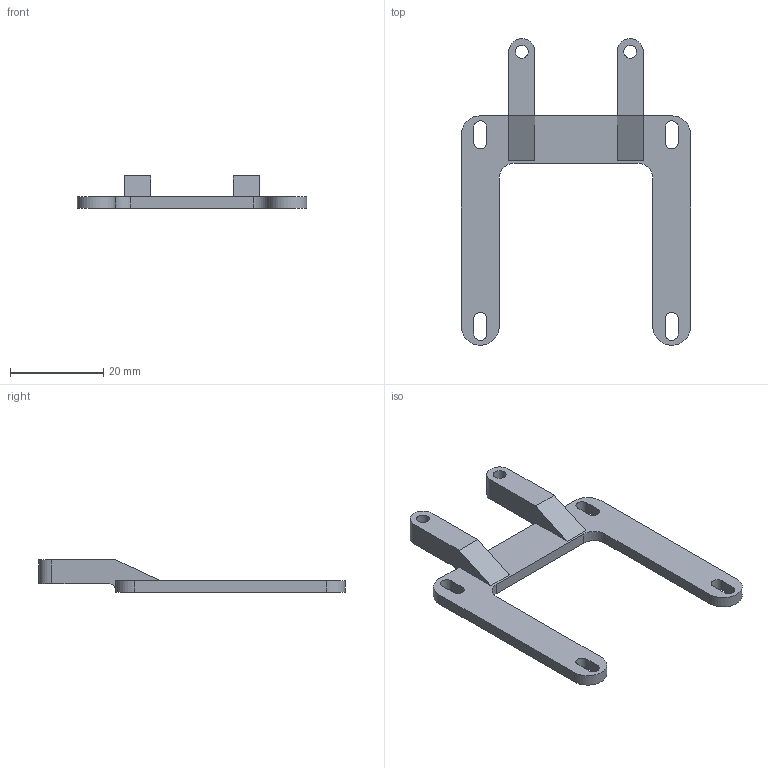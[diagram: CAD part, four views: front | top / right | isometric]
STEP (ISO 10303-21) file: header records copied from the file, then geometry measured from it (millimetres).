
FILE_DESCRIPTION(/* description */ (''),/* implementation_level */ '2;1');
FILE_NAME(/* name */ 'Stepper Bracket2.ipt.step',/* time_stamp */ '2016-03-31T16:34:32-07:00',/* author */ ('finger_food'),/* organization */ (''),/* preprocessor_version */ 'ST-DEVELOPER v16.1',/* originating_system */ 'Autodesk Inventor 2016',/* authorisation */ '');
FILE_SCHEMA (('AUTOMOTIVE_DESIGN { 1 0 10303 214 3 1 1 }'));
Length unit declared in the file: inch
Products named in the file (1): Stepper Bracket2
Bounding box: 49.13 x 65.64 x 6.91 mm (x, y, z)
Volume: 3648.2 mm3; surface area: 3766.4 mm2
Topology: 1 solids, 1 shells, 46 faces, 132 edges, 88 vertices
Faces by surface type: plane 26, cylinder 20
Full cylindrical faces by diameter (mm): 2.794 x2
Entity records: 1556 total; most frequent: CARTESIAN_POINT 265, DIRECTION 264, ORIENTED_EDGE 260, EDGE_CURVE 130, LINE 90, VECTOR 90, VERTEX_POINT 88, AXIS2_PLACEMENT_3D 87
